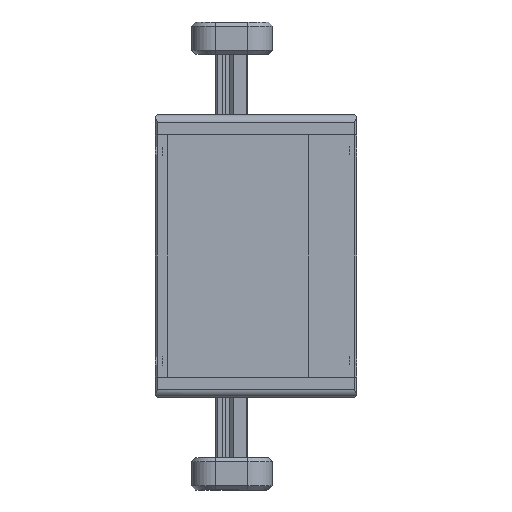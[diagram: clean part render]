
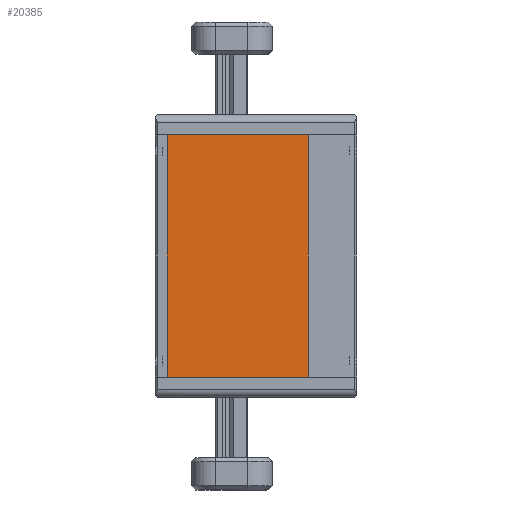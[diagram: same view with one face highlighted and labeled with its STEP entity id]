
A CAD part, left-side view. The second image highlights one B-rep face of the part: STEP entity #20385.
In plain terms, the highlighted face is planar.
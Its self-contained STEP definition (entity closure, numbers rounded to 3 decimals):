
#145 = CARTESIAN_POINT ( 'NONE',  ( 12.5, 5.5, 15. ) ) ;
#222 = DIRECTION ( 'NONE',  ( 0., 0., -1. ) ) ;
#306 = VERTEX_POINT ( 'NONE', #12084 ) ;
#1744 = DIRECTION ( 'NONE',  ( -1., 0., 0. ) ) ;
#1759 = EDGE_CURVE ( 'NONE', #15526, #18419, #21555, .T. ) ;
#1944 = DIRECTION ( 'NONE',  ( 0., -1., 0. ) ) ;
#2028 = CARTESIAN_POINT ( 'NONE',  ( 12.5, 17.5, -15. ) ) ;
#2166 = CARTESIAN_POINT ( 'NONE',  ( 12.5, 5.5, -15. ) ) ;
#2574 = ORIENTED_EDGE ( 'NONE', *, *, #1759, .F. ) ;
#2768 = VERTEX_POINT ( 'NONE', #5847 ) ;
#3815 = CARTESIAN_POINT ( 'NONE',  ( 12.5, 0., -15. ) ) ;
#3841 = DIRECTION ( 'NONE',  ( 0., -1., 0. ) ) ;
#4066 = LINE ( 'NONE', #145, #15735 ) ;
#4467 = ORIENTED_EDGE ( 'NONE', *, *, #10382, .T. ) ;
#4831 = CARTESIAN_POINT ( 'NONE',  ( 12.5, 5.5, -15. ) ) ;
#5181 = DIRECTION ( 'NONE',  ( 0., 0., 1. ) ) ;
#5847 = CARTESIAN_POINT ( 'NONE',  ( 12.5, 17.5, 15. ) ) ;
#7386 = DIRECTION ( 'NONE',  ( 0., 0., -1. ) ) ;
#8875 = EDGE_CURVE ( 'NONE', #2768, #306, #4066, .T. ) ;
#9143 = VECTOR ( 'NONE', #222, 1000. ) ;
#9616 = VECTOR ( 'NONE', #1944, 1000. ) ;
#10382 = EDGE_CURVE ( 'NONE', #306, #18419, #19649, .T. ) ;
#10736 = LINE ( 'NONE', #14203, #9143 ) ;
#12084 = CARTESIAN_POINT ( 'NONE',  ( 12.5, 0., 15. ) ) ;
#13351 = EDGE_CURVE ( 'NONE', #2768, #15526, #10736, .T. ) ;
#13865 = PLANE ( 'NONE',  #21489 ) ;
#13977 = FACE_OUTER_BOUND ( 'NONE', #21130, .T. ) ;
#14203 = CARTESIAN_POINT ( 'NONE',  ( 12.5, 17.5, -15. ) ) ;
#15526 = VERTEX_POINT ( 'NONE', #2028 ) ;
#15735 = VECTOR ( 'NONE', #3841, 1000. ) ;
#16557 = VECTOR ( 'NONE', #7386, 1000. ) ;
#18419 = VERTEX_POINT ( 'NONE', #21775 ) ;
#18491 = ORIENTED_EDGE ( 'NONE', *, *, #8875, .T. ) ;
#19071 = ORIENTED_EDGE ( 'NONE', *, *, #13351, .F. ) ;
#19649 = LINE ( 'NONE', #3815, #16557 ) ;
#20385 = ADVANCED_FACE ( 'NONE', ( #13977 ), #13865, .F. ) ;
#21130 = EDGE_LOOP ( 'NONE', ( #4467, #2574, #19071, #18491 ) ) ;
#21489 = AXIS2_PLACEMENT_3D ( 'NONE', #4831, #1744, #5181 ) ;
#21555 = LINE ( 'NONE', #2166, #9616 ) ;
#21775 = CARTESIAN_POINT ( 'NONE',  ( 12.5, 0., -15. ) ) ;
